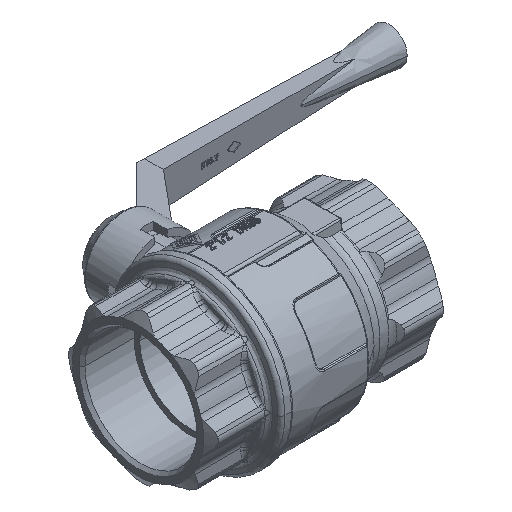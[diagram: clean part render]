
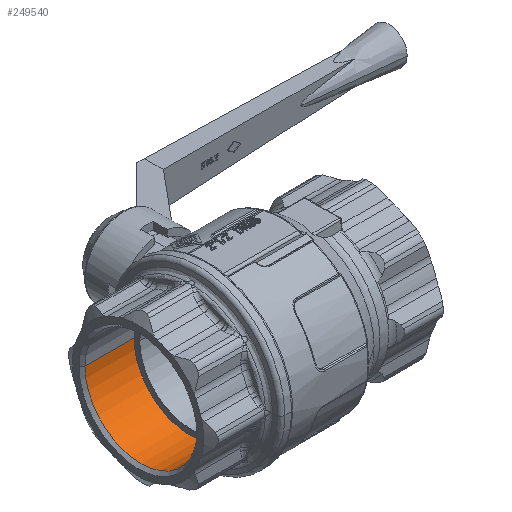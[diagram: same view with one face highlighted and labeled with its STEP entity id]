
A CAD part, isometric view. The second image highlights one B-rep face of the part: STEP entity #249540.
In plain terms, the highlighted cylindrical face has radius 36.11 mm (diameter 72.22 mm), a partial arc.
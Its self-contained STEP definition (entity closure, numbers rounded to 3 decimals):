
#248760=CARTESIAN_POINT('',(74.11,36.11,
0.));
#248770=VERTEX_POINT('',#248760);
#248850=CARTESIAN_POINT('',(74.11,-36.11,
0.));
#248860=VERTEX_POINT('',#248850);
#249040=CARTESIAN_POINT('',(42.5,-36.11,0.
));
#249050=DIRECTION('',(1.,0.,0.));
#249060=VECTOR('',#249050,1.);
#249070=LINE('',#249040,#249060);
#249080=CARTESIAN_POINT('',(42.5,-36.11,0.
));
#249090=VERTEX_POINT('',#249080);
#249100=EDGE_CURVE('',#249090,#248860,#249070,.T.);
#249170=CARTESIAN_POINT('',(42.5,36.11,0.)
);
#249180=VERTEX_POINT('',#249170);
#249210=CARTESIAN_POINT('',(42.5,36.11,0.)
);
#249220=DIRECTION('',(1.,0.,0.));
#249230=VECTOR('',#249220,1.);
#249240=LINE('',#249210,#249230);
#249250=EDGE_CURVE('',#249180,#248770,#249240,.T.);
#249310=CARTESIAN_POINT('',(58.305,0.,0.));
#249320=DIRECTION('',(-1.,0.,0.));
#249330=DIRECTION('',(0.,-1.,0.));
#249340=AXIS2_PLACEMENT_3D('',#249310,#249320,#249330);
#249350=CYLINDRICAL_SURFACE('',#249340,36.11);
#249360=CARTESIAN_POINT('',(74.11,0.,0.));
#249370=DIRECTION('',(-1.,0.,0.));
#249380=DIRECTION('',(0.,-1.,0.));
#249390=AXIS2_PLACEMENT_3D('',#249360,#249370,#249380);
#249400=CIRCLE('',#249390,36.11);
#249410=EDGE_CURVE('',#248860,#248770,#249400,.T.);
#249420=ORIENTED_EDGE('',*,*,#249410,.F.);
#249430=ORIENTED_EDGE('',*,*,#249250,.T.);
#249440=CARTESIAN_POINT('',(42.5,0.,0.));
#249450=DIRECTION('',(1.,0.,0.));
#249460=DIRECTION('',(0.,1.,0.));
#249470=AXIS2_PLACEMENT_3D('',#249440,#249450,#249460);
#249480=CIRCLE('',#249470,36.11);
#249490=EDGE_CURVE('',#249180,#249090,#249480,.T.);
#249500=ORIENTED_EDGE('',*,*,#249490,.F.);
#249510=ORIENTED_EDGE('',*,*,#249100,.F.);
#249520=EDGE_LOOP('',(#249510,#249500,#249430,#249420));
#249530=FACE_OUTER_BOUND('',#249520,.T.);
#249540=ADVANCED_FACE('',(#249530),#249350,.F.);
